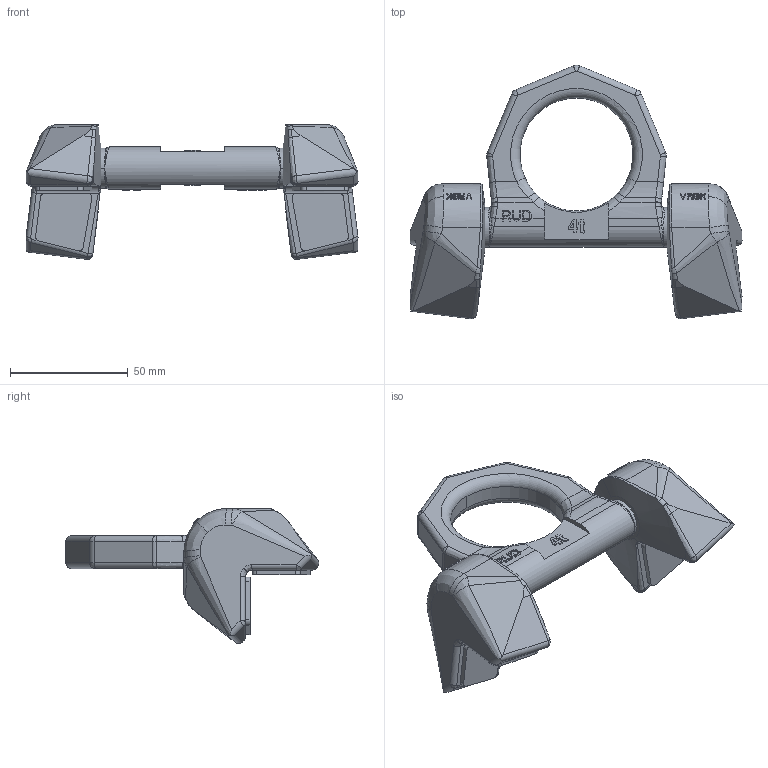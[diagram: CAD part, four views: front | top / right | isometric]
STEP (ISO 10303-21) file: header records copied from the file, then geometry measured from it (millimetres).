
FILE_DESCRIPTION((''),'2;1');
FILE_NAME('001-M34419-P-1_ASM','2019-02-01T',('anja.joas'),(''),'PRO/ENGINEER BY PARAMETRIC TECHNOLOGY CORPORATION, 2011490','PRO/ENGINEER BY PARAMETRIC TECHNOLOGY CORPORATION, 2011490','');
FILE_SCHEMA(('CONFIG_CONTROL_DESIGN'));
Length unit declared in the file: millimetre
Products named in the file (3): 001-M34529-P-4; 001-M35240-P-2; 001-M34419-P-1_ASM
Assembly tree (3 placements, depth 2):
  001-M34419-P-1_ASM
    001-M34529-P-4  x2
    001-M35240-P-2
Bounding box: 141.01 x 107.68 x 57.28 mm (x, y, z)
Volume: 139198.3 mm3; surface area: 31343.7 mm2
Topology: 3 solids, 3 shells, 764 faces, 2040 edges, 1304 vertices
Faces by surface type: plane 485, bspline 134, cylinder 105, extrusion 14, cone 12, torus 10, sphere 4
Entity records: 22781 total; most frequent: CARTESIAN_POINT 9119, ORIENTED_EDGE 3156, DIRECTION 2366, EDGE_CURVE 1578, VERTEX_POINT 1009, VECTOR 836, LINE 822, AXIS2_PLACEMENT_3D 765
